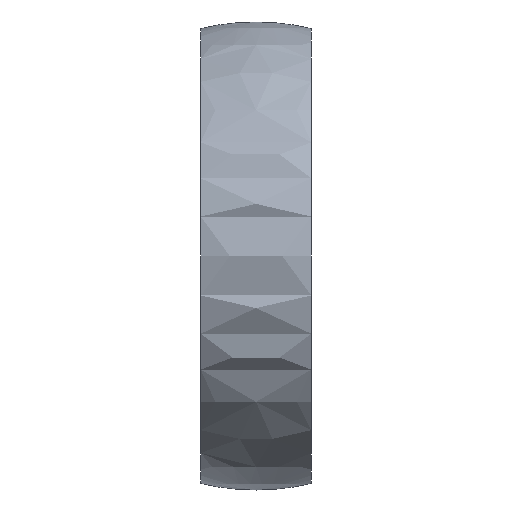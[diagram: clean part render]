
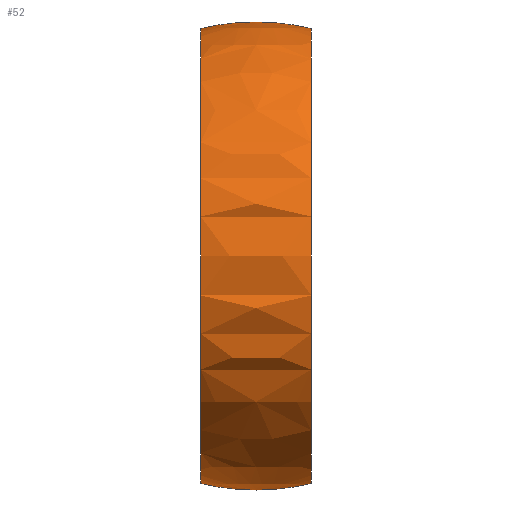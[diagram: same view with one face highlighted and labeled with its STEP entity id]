
A CAD part, left-side view. The second image highlights one B-rep face of the part: STEP entity #52.
In plain terms, the highlighted spherical face has radius 36 mm.
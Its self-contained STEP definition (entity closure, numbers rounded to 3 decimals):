
#1=CARTESIAN_POINT('POINT1',(0.,
   0.,-34.982));
#2=VERTEX_POINT('VERTEX1',#1);
#3=CARTESIAN_POINT('POINT2',(0.,
   -8.5,-36.));
#4=VERTEX_POINT('VERTEX2',#3);
#5=CARTESIAN_POINT('POS1',(0.,-8.5
   ,0.));
#6=DIRECTION('DIR1',(-1.,0.,0.));
#7=DIRECTION('DIR2',(0.,0.,-1.));
#8=AXIS2_PLACEMENT_3D('AXIS1',#5,#6,#7);
#9=CIRCLE('ELLIPSE1',#8,36.);
#10=EDGE_CURVE('EDGE1',#2,#4,#9,.T.);
#11=ORIENTED_EDGE('COEDGE1',*,*,#10,.T.);
#12=CARTESIAN_POINT('POINT3',(0.,-17.,
   -34.982));
#13=VERTEX_POINT('VERTEX3',#12);
#14=EDGE_CURVE('EDGE2',#4,#13,#9,.T.);
#15=ORIENTED_EDGE('COEDGE2',*,*,#14,.T.);
#16=CARTESIAN_POINT('POINT4',(0.,-17.,
   34.982));
#17=VERTEX_POINT('VERTEX4',#16);
#18=CARTESIAN_POINT('POS2',(0.,-17.,0.));
#19=DIRECTION('DIR3',(0.,1.,0.));
#20=DIRECTION('DIR4',(0.,0.,
   1.));
#21=AXIS2_PLACEMENT_3D('AXIS2',#18,#19,#20);
#22=CIRCLE('ELLIPSE2',#21,34.982);
#23=EDGE_CURVE('EDGE3',#13,#17,#22,.T.);
#24=ORIENTED_EDGE('COEDGE3',*,*,#23,.T.);
#25=CARTESIAN_POINT('POINT5',(0.,
   -8.5,36.));
#26=VERTEX_POINT('VERTEX5',#25);
#27=CARTESIAN_POINT('POS3',(0.,
   -8.5,0.));
#28=DIRECTION('DIR5',(-1.,0.,0.));
#29=DIRECTION('DIR6',(0.,0.,-1.));
#30=AXIS2_PLACEMENT_3D('AXIS3',#27,#28,#29);
#31=CIRCLE('ELLIPSE3',#30,36.);
#32=EDGE_CURVE('EDGE4',#17,#26,#31,.T.);
#33=ORIENTED_EDGE('COEDGE4',*,*,#32,.T.);
#34=CARTESIAN_POINT('POINT6',(0.,
   0.,34.982));
#35=VERTEX_POINT('VERTEX6',#34);
#36=EDGE_CURVE('EDGE5',#26,#35,#31,.T.);
#37=ORIENTED_EDGE('COEDGE5',*,*,#36,.T.);
#38=CARTESIAN_POINT('POS4',(0.,
   0.,0.));
#39=DIRECTION('DIR7',(0.,1.,
   0.));
#40=DIRECTION('DIR8',(0.,0.,
   1.));
#41=AXIS2_PLACEMENT_3D('AXIS4',#38,#39,#40);
#42=CIRCLE('ELLIPSE4',#41,34.982);
#43=EDGE_CURVE('EDGE6',#2,#35,#42,.T.);
#44=ORIENTED_EDGE('COEDGE6',*,*,#43,.F.);
#45=EDGE_LOOP('NONE',(#11,#15,#24,#33,#37,#44));
#46=FACE_BOUND('LOOP1',#45,.T.);
#47=CARTESIAN_POINT('POS5',(0.,
   -8.5,0.));
#48=DIRECTION('DIR9',(0.,0.,1.));
#49=DIRECTION('DIR10',(1.,0.,0.));
#50=AXIS2_PLACEMENT_3D('AXIS5',#47,#48,#49);
#51=SPHERICAL_SURFACE('SPHERE_SURF1',#50,36.);
#52=ADVANCED_FACE('FACE1',(#46),#51,.T.);
